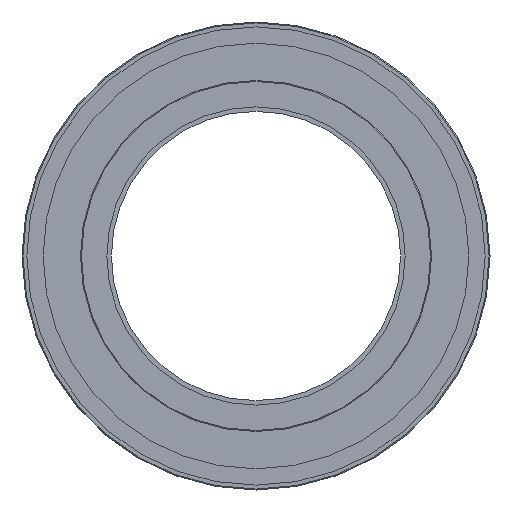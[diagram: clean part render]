
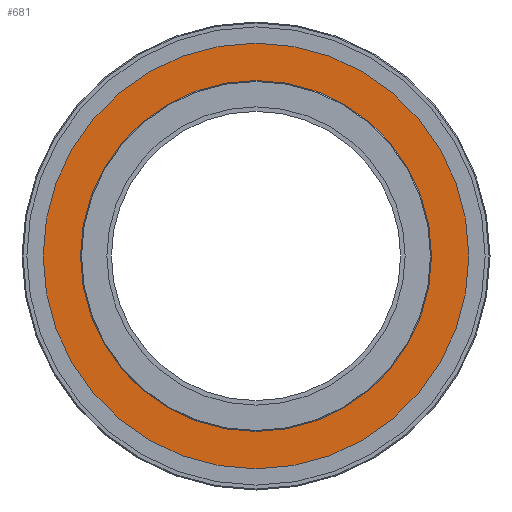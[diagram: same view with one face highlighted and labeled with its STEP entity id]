
A CAD part, left-side view. The second image highlights one B-rep face of the part: STEP entity #681.
In plain terms, the highlighted planar face has unit normal (-1, 0, 0).
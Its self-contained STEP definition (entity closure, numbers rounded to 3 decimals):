
#44=FACE_BOUND('',#138,.T.);
#58=PLANE('',#844);
#92=FACE_OUTER_BOUND('',#137,.T.);
#137=EDGE_LOOP('',(#551,#552));
#138=EDGE_LOOP('',(#553));
#209=CIRCLE('',#786,77.);
#247=CIRCLE('',#842,109.15);
#248=CIRCLE('',#843,109.15);
#286=VERTEX_POINT('',#1180);
#319=VERTEX_POINT('',#1277);
#320=VERTEX_POINT('',#1278);
#358=EDGE_CURVE('',#286,#286,#209,.T.);
#403=EDGE_CURVE('',#319,#320,#247,.T.);
#404=EDGE_CURVE('',#320,#319,#248,.T.);
#551=ORIENTED_EDGE('',*,*,#403,.T.);
#552=ORIENTED_EDGE('',*,*,#404,.T.);
#553=ORIENTED_EDGE('',*,*,#358,.T.);
#681=ADVANCED_FACE('',(#92,#44),#58,.T.);
#786=AXIS2_PLACEMENT_3D('',#1182,#916,#917);
#842=AXIS2_PLACEMENT_3D('',#1279,#1035,#1036);
#843=AXIS2_PLACEMENT_3D('',#1280,#1037,#1038);
#844=AXIS2_PLACEMENT_3D('',#1282,#1040,#1041);
#916=DIRECTION('center_axis',(1.,0.,0.));
#917=DIRECTION('ref_axis',(0.,0.,-1.));
#1035=DIRECTION('center_axis',(-1.,0.,0.));
#1036=DIRECTION('ref_axis',(0.,0.,1.));
#1037=DIRECTION('center_axis',(-1.,0.,0.));
#1038=DIRECTION('ref_axis',(0.,0.,1.));
#1040=DIRECTION('center_axis',(-1.,0.,0.));
#1041=DIRECTION('ref_axis',(0.,0.,1.));
#1180=CARTESIAN_POINT('',(-12.,0.,77.));
#1182=CARTESIAN_POINT('Origin',(-12.,0.,0.));
#1277=CARTESIAN_POINT('',(-12.,0.,109.15));
#1278=CARTESIAN_POINT('',(-12.,0.,-109.15));
#1279=CARTESIAN_POINT('Origin',(-12.,0.,0.));
#1280=CARTESIAN_POINT('Origin',(-12.,0.,0.));
#1282=CARTESIAN_POINT('Origin',(-12.,0.,0.));
